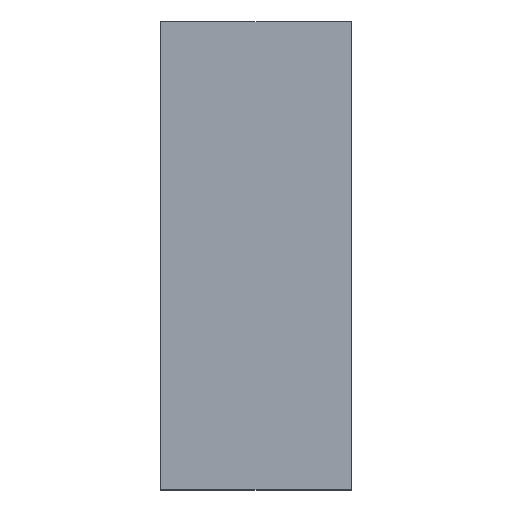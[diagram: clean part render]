
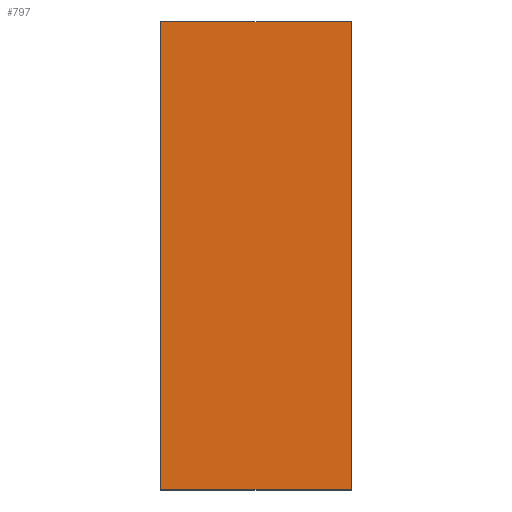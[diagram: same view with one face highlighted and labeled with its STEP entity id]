
A CAD part, top view. The second image highlights one B-rep face of the part: STEP entity #797.
In plain terms, the highlighted planar face has unit normal (0, 0, 1).
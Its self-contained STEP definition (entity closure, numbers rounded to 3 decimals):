
#39=PLANE('',#865);
#70=FACE_OUTER_BOUND('',#117,.T.);
#117=EDGE_LOOP('',(#597,#598,#599,#600));
#194=LINE('',#1223,#283);
#196=LINE('',#1227,#285);
#198=LINE('',#1231,#287);
#200=LINE('',#1234,#289);
#283=VECTOR('',#978,10.);
#285=VECTOR('',#982,10.);
#287=VECTOR('',#986,10.);
#289=VECTOR('',#990,10.);
#373=VERTEX_POINT('',#1220);
#374=VERTEX_POINT('',#1222);
#375=VERTEX_POINT('',#1226);
#376=VERTEX_POINT('',#1230);
#454=EDGE_CURVE('',#374,#373,#194,.F.);
#456=EDGE_CURVE('',#375,#374,#196,.F.);
#458=EDGE_CURVE('',#376,#375,#198,.F.);
#460=EDGE_CURVE('',#373,#376,#200,.F.);
#597=ORIENTED_EDGE('',*,*,#460,.T.);
#598=ORIENTED_EDGE('',*,*,#458,.T.);
#599=ORIENTED_EDGE('',*,*,#456,.T.);
#600=ORIENTED_EDGE('',*,*,#454,.T.);
#797=ADVANCED_FACE('',(#70),#39,.T.);
#865=AXIS2_PLACEMENT_3D('',#1235,#991,#992);
#978=DIRECTION('',(-1.,0.,0.));
#982=DIRECTION('',(0.,1.,0.));
#986=DIRECTION('',(1.,0.,0.));
#990=DIRECTION('',(0.,-1.,0.));
#991=DIRECTION('center_axis',(0.,0.,1.));
#992=DIRECTION('ref_axis',(1.,0.,0.));
#1220=CARTESIAN_POINT('',(6.2,-8.05,35.2));
#1222=CARTESIAN_POINT('',(-4.,-8.05,35.2));
#1223=CARTESIAN_POINT('',(0.55,-8.05,35.2));
#1226=CARTESIAN_POINT('',(-4.,16.95,35.2));
#1227=CARTESIAN_POINT('',(-4.,7.2,35.2));
#1230=CARTESIAN_POINT('',(6.2,16.95,35.2));
#1231=CARTESIAN_POINT('',(1.65,16.95,35.2));
#1234=CARTESIAN_POINT('',(6.2,1.7,35.2));
#1235=CARTESIAN_POINT('Origin',(1.1,4.45,35.2));
